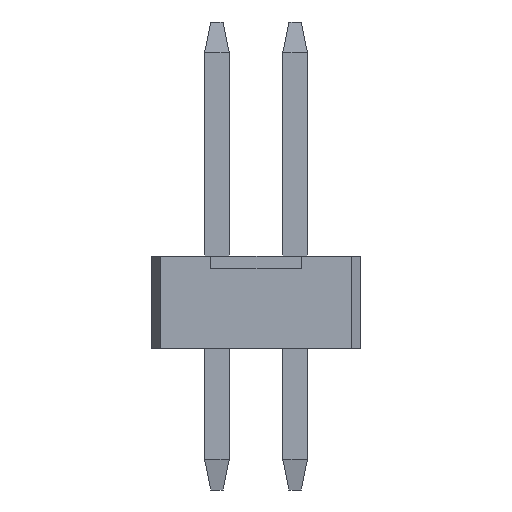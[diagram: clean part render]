
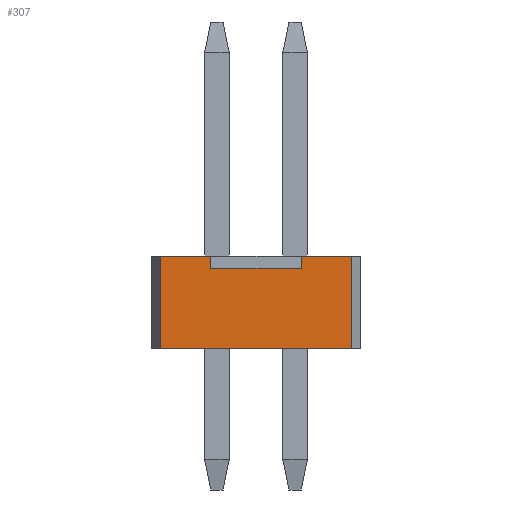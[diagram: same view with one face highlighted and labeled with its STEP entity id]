
A CAD part, left-side view. The second image highlights one B-rep face of the part: STEP entity #307.
In plain terms, the highlighted planar face has unit normal (-1, 0, 0).
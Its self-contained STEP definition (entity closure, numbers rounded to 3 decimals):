
#307 = ADVANCED_FACE( '', ( #620 ), #621, .T. );
#620 = FACE_OUTER_BOUND( '', #960, .T. );
#621 = PLANE( '', #961 );
#960 = EDGE_LOOP( '', ( #1542, #1543, #1544, #1545, #1546, #1547, #1548, #1549 ) );
#961 = AXIS2_PLACEMENT_3D( '', #1550, #1551, #1552 );
#1542 = ORIENTED_EDGE( '', *, *, #2392, .T. );
#1543 = ORIENTED_EDGE( '', *, *, #2212, .F. );
#1544 = ORIENTED_EDGE( '', *, *, #2427, .T. );
#1545 = ORIENTED_EDGE( '', *, *, #2428, .T. );
#1546 = ORIENTED_EDGE( '', *, *, #2390, .T. );
#1547 = ORIENTED_EDGE( '', *, *, #2214, .F. );
#1548 = ORIENTED_EDGE( '', *, *, #2429, .F. );
#1549 = ORIENTED_EDGE( '', *, *, #2430, .T. );
#1550 = CARTESIAN_POINT( '', ( -2.54, -1.7, -0.75 ) );
#1551 = DIRECTION( '', ( -1., 0., 0. ) );
#1552 = DIRECTION( '', ( 0., 0., 1. ) );
#2212 = EDGE_CURVE( '', #2626, #2622, #2628, .T. );
#2214 = EDGE_CURVE( '', #2630, #2631, #2632, .T. );
#2390 = EDGE_CURVE( '', #2930, #2631, #2931, .T. );
#2392 = EDGE_CURVE( '', #2933, #2622, #2934, .T. );
#2427 = EDGE_CURVE( '', #2626, #2988, #2989, .T. );
#2428 = EDGE_CURVE( '', #2988, #2930, #2990, .T. );
#2429 = EDGE_CURVE( '', #2991, #2630, #2992, .T. );
#2430 = EDGE_CURVE( '', #2991, #2933, #2993, .T. );
#2622 = VERTEX_POINT( '', #3230 );
#2626 = VERTEX_POINT( '', #3236 );
#2628 = LINE( '', #3239, #3240 );
#2630 = VERTEX_POINT( '', #3242 );
#2631 = VERTEX_POINT( '', #3243 );
#2632 = LINE( '', #3244, #3245 );
#2930 = VERTEX_POINT( '', #3688 );
#2931 = LINE( '', #3689, #3690 );
#2933 = VERTEX_POINT( '', #3693 );
#2934 = LINE( '', #3694, #3695 );
#2988 = VERTEX_POINT( '', #3778 );
#2989 = LINE( '', #3779, #3780 );
#2990 = LINE( '', #3781, #3782 );
#2991 = VERTEX_POINT( '', #3783 );
#2992 = LINE( '', #3784, #3785 );
#2993 = LINE( '', #3786, #3787 );
#3230 = CARTESIAN_POINT( '', ( -2.54, -0.735, 0.75 ) );
#3236 = CARTESIAN_POINT( '', ( -2.54, -0.735, 0.55 ) );
#3239 = CARTESIAN_POINT( '', ( -2.54, -0.735, 0.55 ) );
#3240 = VECTOR( '', #4145, 1000. );
#3242 = CARTESIAN_POINT( '', ( -2.54, 1.55, -0.75 ) );
#3243 = CARTESIAN_POINT( '', ( -2.54, 1.55, 0.75 ) );
#3244 = CARTESIAN_POINT( '', ( -2.54, 1.55, -5.748 ) );
#3245 = VECTOR( '', #4146, 1000. );
#3688 = CARTESIAN_POINT( '', ( -2.54, 0.735, 0.75 ) );
#3689 = CARTESIAN_POINT( '', ( -2.54, -1.7, 0.75 ) );
#3690 = VECTOR( '', #4292, 1000. );
#3693 = CARTESIAN_POINT( '', ( -2.54, -1.55, 0.75 ) );
#3694 = CARTESIAN_POINT( '', ( -2.54, -1.7, 0.75 ) );
#3695 = VECTOR( '', #4294, 1000. );
#3778 = CARTESIAN_POINT( '', ( -2.54, 0.735, 0.55 ) );
#3779 = CARTESIAN_POINT( '', ( -2.54, -0.735, 0.55 ) );
#3780 = VECTOR( '', #4324, 1000. );
#3781 = CARTESIAN_POINT( '', ( -2.54, 0.735, 0.55 ) );
#3782 = VECTOR( '', #4325, 1000. );
#3783 = CARTESIAN_POINT( '', ( -2.54, -1.55, -0.75 ) );
#3784 = CARTESIAN_POINT( '', ( -2.54, -1.7, -0.75 ) );
#3785 = VECTOR( '', #4326, 1000. );
#3786 = CARTESIAN_POINT( '', ( -2.54, -1.55, -5.748 ) );
#3787 = VECTOR( '', #4327, 1000. );
#4145 = DIRECTION( '', ( 0., 0., 1. ) );
#4146 = DIRECTION( '', ( 0., 0., 1. ) );
#4292 = DIRECTION( '', ( 0., 1., 0. ) );
#4294 = DIRECTION( '', ( 0., 1., 0. ) );
#4324 = DIRECTION( '', ( 0., 1., 0. ) );
#4325 = DIRECTION( '', ( 0., 0., 1. ) );
#4326 = DIRECTION( '', ( 0., 1., 0. ) );
#4327 = DIRECTION( '', ( 0., 0., 1. ) );
